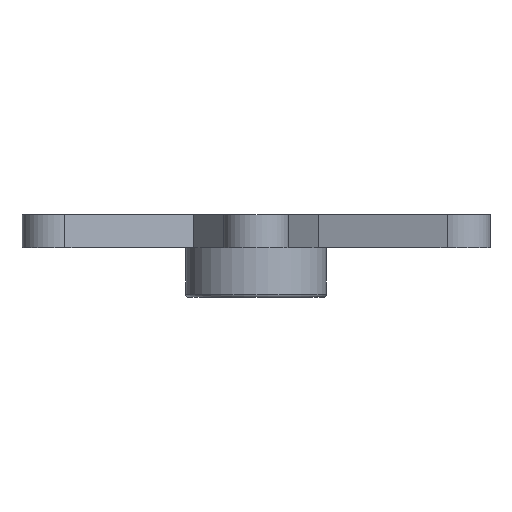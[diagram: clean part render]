
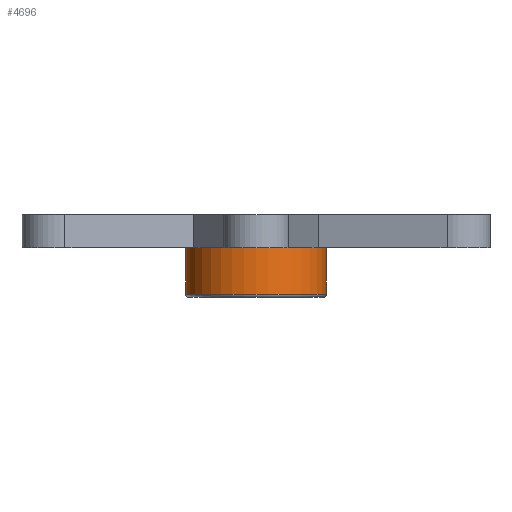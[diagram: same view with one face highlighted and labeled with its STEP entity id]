
A CAD part, front view. The second image highlights one B-rep face of the part: STEP entity #4696.
In plain terms, the highlighted cylindrical face has radius 4.25 mm (diameter 8.5 mm), a partial arc.
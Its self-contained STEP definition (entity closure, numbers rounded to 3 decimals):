
#103 = CIRCLE ( 'NONE', #670, 4.25 ) ;
#133 = LINE ( 'NONE', #3217, #3722 ) ;
#670 = AXIS2_PLACEMENT_3D ( 'NONE', #2965, #1006, #4032 ) ;
#673 = EDGE_CURVE ( 'NONE', #3798, #718, #103, .T. ) ;
#718 = VERTEX_POINT ( 'NONE', #1833 ) ;
#792 = DIRECTION ( 'NONE',  ( 0., 0., 1. ) ) ;
#863 = EDGE_CURVE ( 'NONE', #3201, #4060, #4145, .T. ) ;
#1006 = DIRECTION ( 'NONE',  ( 0., 0., -1. ) ) ;
#1265 = DIRECTION ( 'NONE',  ( 0., 0., -1. ) ) ;
#1269 = ORIENTED_EDGE ( 'NONE', *, *, #863, .T. ) ;
#1388 = DIRECTION ( 'NONE',  ( -1., 0., 0. ) ) ;
#1463 = EDGE_LOOP ( 'NONE', ( #4429, #4436, #1616, #1269 ) ) ;
#1616 = ORIENTED_EDGE ( 'NONE', *, *, #3356, .T. ) ;
#1693 = DIRECTION ( 'NONE',  ( 0., 0., -1. ) ) ;
#1813 = EDGE_CURVE ( 'NONE', #3798, #4060, #3595, .T. ) ;
#1833 = CARTESIAN_POINT ( 'NONE',  ( -4.25, 0., 3. ) ) ;
#2088 = DIRECTION ( 'NONE',  ( 0., 0., -1. ) ) ;
#2775 = DIRECTION ( 'NONE',  ( 1., 0., 0. ) ) ;
#2903 = AXIS2_PLACEMENT_3D ( 'NONE', #3928, #792, #2775 ) ;
#2965 = CARTESIAN_POINT ( 'NONE',  ( 0., 0., 3. ) ) ;
#3201 = VERTEX_POINT ( 'NONE', #4141 ) ;
#3217 = CARTESIAN_POINT ( 'NONE',  ( -4.25, 0., 5. ) ) ;
#3287 = CARTESIAN_POINT ( 'NONE',  ( 4.25, 0., 5. ) ) ;
#3356 = EDGE_CURVE ( 'NONE', #718, #3201, #133, .T. ) ;
#3595 = LINE ( 'NONE', #3287, #5072 ) ;
#3698 = CARTESIAN_POINT ( 'NONE',  ( 0., 0., 5. ) ) ;
#3722 = VECTOR ( 'NONE', #1693, 1000. ) ;
#3753 = CYLINDRICAL_SURFACE ( 'NONE', #4684, 4.25 ) ;
#3798 = VERTEX_POINT ( 'NONE', #3970 ) ;
#3928 = CARTESIAN_POINT ( 'NONE',  ( 0., 0., 0.2 ) ) ;
#3970 = CARTESIAN_POINT ( 'NONE',  ( 4.25, 0., 3. ) ) ;
#4032 = DIRECTION ( 'NONE',  ( -1., 0., 0. ) ) ;
#4060 = VERTEX_POINT ( 'NONE', #4670 ) ;
#4141 = CARTESIAN_POINT ( 'NONE',  ( -4.25, 0., 0.2 ) ) ;
#4145 = CIRCLE ( 'NONE', #2903, 4.25 ) ;
#4429 = ORIENTED_EDGE ( 'NONE', *, *, #1813, .F. ) ;
#4436 = ORIENTED_EDGE ( 'NONE', *, *, #673, .T. ) ;
#4670 = CARTESIAN_POINT ( 'NONE',  ( 4.25, 0., 0.2 ) ) ;
#4684 = AXIS2_PLACEMENT_3D ( 'NONE', #3698, #2088, #1388 ) ;
#4696 = ADVANCED_FACE ( 'NONE', ( #4949 ), #3753, .T. ) ;
#4949 = FACE_OUTER_BOUND ( 'NONE', #1463, .T. ) ;
#5072 = VECTOR ( 'NONE', #1265, 1000. ) ;
